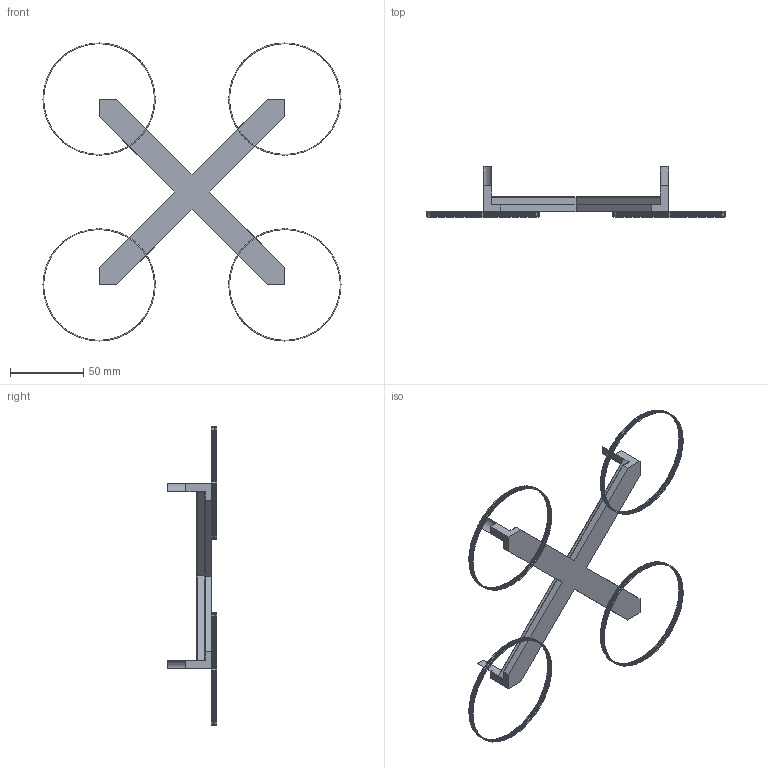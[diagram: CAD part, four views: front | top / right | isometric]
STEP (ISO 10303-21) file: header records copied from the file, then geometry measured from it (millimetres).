
FILE_DESCRIPTION (( 'STEP AP203' ), '1' );
FILE_NAME ('Drone render_Default_sldprt.STEP', '2022-11-11T04:04:38', ( '' ), ( '' ), 'SwSTEP 2.0', 'SolidWorks 2021', '' );
FILE_SCHEMA (( 'CONFIG_CONTROL_DESIGN' ));
Length unit declared in the file: inch
Products named in the file (1): Drone render_Default_sldprt
Bounding box: 203.71 x 34.03 x 203.71 mm (x, y, z)
Volume: 44991 mm3; surface area: 30030.4 mm2
Topology: 25 solids, 25 shells, 194 faces, 440 edges, 240 vertices
Faces by surface type: torus 116, plane 50, cylinder 28
Entity records: 5551 total; most frequent: CARTESIAN_POINT 1043, DIRECTION 1038, ORIENTED_EDGE 880, AXIS2_PLACEMENT_3D 443, EDGE_CURVE 440, CIRCLE 248, VERTEX_POINT 240, EDGE_LOOP 194
